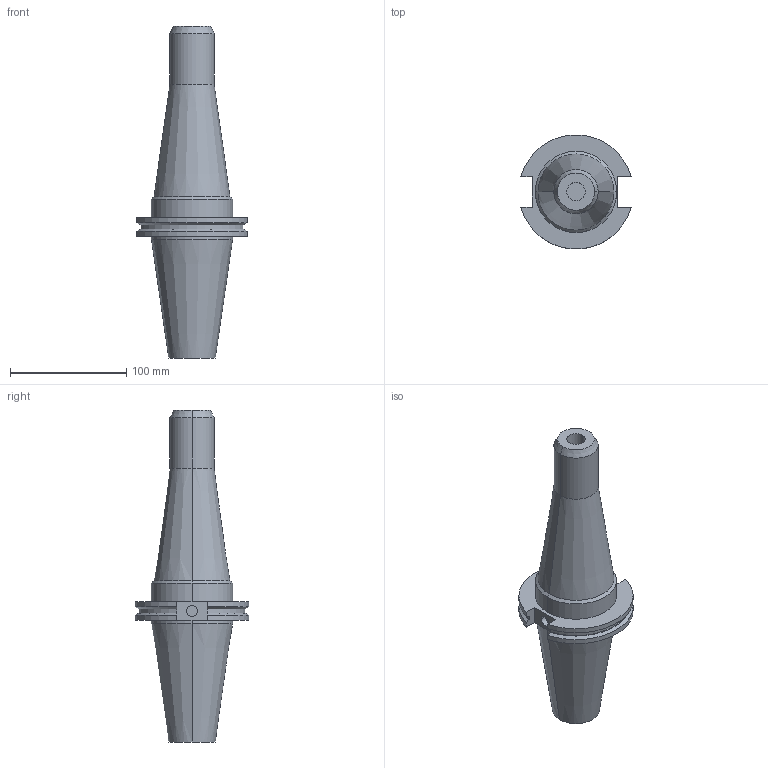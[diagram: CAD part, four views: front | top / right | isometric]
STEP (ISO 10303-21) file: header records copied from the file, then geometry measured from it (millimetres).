
FILE_DESCRIPTION (( 'STEP AP203' ), '1' );
FILE_NAME ('STP-SATE-22939-7.25-RR.STEP', '2021-05-26T02:18:43', ( '' ), ( '' ), 'SwSTEP 2.0', 'SolidWorks 2017', '' );
FILE_SCHEMA (( 'CONFIG_CONTROL_DESIGN' ));
Length unit declared in the file: millimetre
Products named in the file (1): STP-SATE-22939-7.25-RR
Bounding box: 94.95 x 98.05 x 285.75 mm (x, y, z)
Volume: 656162.6 mm3; surface area: 67299 mm2
Topology: 1 solids, 1 shells, 57 faces, 132 edges, 81 vertices
Faces by surface type: cylinder 22, cone 18, plane 17
Entity records: 1689 total; most frequent: DIRECTION 294, CARTESIAN_POINT 293, ORIENTED_EDGE 260, EDGE_CURVE 130, AXIS2_PLACEMENT_3D 114, VERTEX_POINT 81, VECTOR 66, LINE 66
